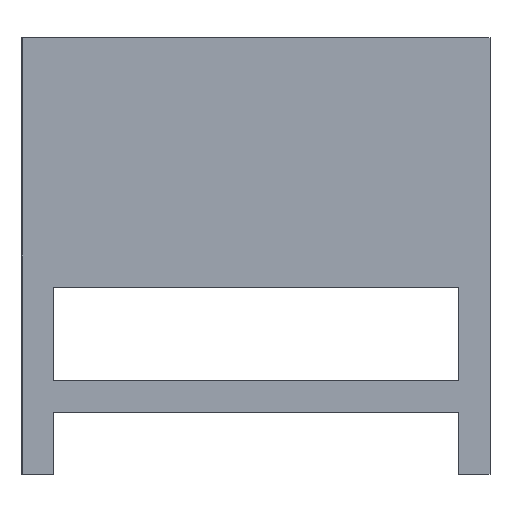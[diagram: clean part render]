
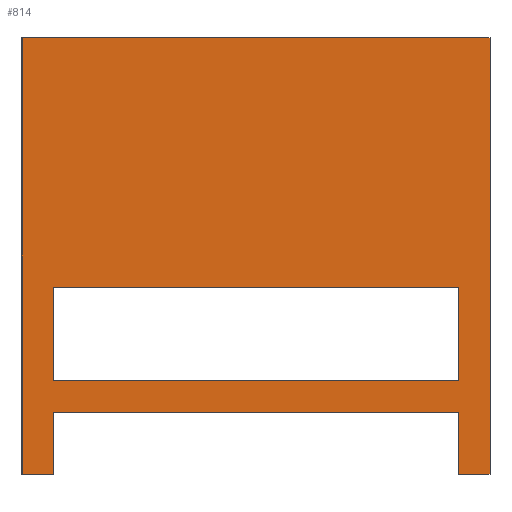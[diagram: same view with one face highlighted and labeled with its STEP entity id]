
A CAD part, front view. The second image highlights one B-rep face of the part: STEP entity #814.
In plain terms, the highlighted planar face has unit normal (0, -1, 0).
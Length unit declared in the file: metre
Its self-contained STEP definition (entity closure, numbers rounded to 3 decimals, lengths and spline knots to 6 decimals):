
#93=ORIENTED_EDGE('',*,*,#266,.F.);
#94=ORIENTED_EDGE('',*,*,#295,.F.);
#95=ORIENTED_EDGE('',*,*,#269,.T.);
#96=ORIENTED_EDGE('',*,*,#277,.T.);
#97=ORIENTED_EDGE('',*,*,#292,.T.);
#98=ORIENTED_EDGE('',*,*,#296,.T.);
#99=ORIENTED_EDGE('',*,*,#297,.T.);
#100=ORIENTED_EDGE('',*,*,#298,.T.);
#101=ORIENTED_EDGE('',*,*,#299,.F.);
#102=ORIENTED_EDGE('',*,*,#300,.T.);
#103=ORIENTED_EDGE('',*,*,#301,.F.);
#104=ORIENTED_EDGE('',*,*,#282,.F.);
#266=EDGE_CURVE('',#366,#367,#438,.T.);
#269=EDGE_CURVE('',#369,#370,#441,.T.);
#277=EDGE_CURVE('',#370,#367,#449,.T.);
#282=EDGE_CURVE('',#375,#377,#454,.T.);
#292=EDGE_CURVE('',#375,#383,#464,.T.);
#295=EDGE_CURVE('',#369,#366,#467,.T.);
#296=EDGE_CURVE('',#383,#385,#468,.T.);
#297=EDGE_CURVE('',#385,#386,#469,.T.);
#298=EDGE_CURVE('',#386,#387,#470,.T.);
#299=EDGE_CURVE('',#388,#387,#471,.T.);
#300=EDGE_CURVE('',#388,#389,#472,.T.);
#301=EDGE_CURVE('',#377,#389,#473,.T.);
#366=VERTEX_POINT('',#1431);
#367=VERTEX_POINT('',#1433);
#369=VERTEX_POINT('',#1439);
#370=VERTEX_POINT('',#1440);
#375=VERTEX_POINT('',#1460);
#377=VERTEX_POINT('',#1463);
#383=VERTEX_POINT('',#1479);
#385=VERTEX_POINT('',#1487);
#386=VERTEX_POINT('',#1489);
#387=VERTEX_POINT('',#1491);
#388=VERTEX_POINT('',#1493);
#389=VERTEX_POINT('',#1495);
#438=LINE('',#1432,#546);
#441=LINE('',#1438,#549);
#449=LINE('',#1453,#557);
#454=LINE('',#1462,#562);
#464=LINE('',#1480,#572);
#467=LINE('',#1485,#575);
#468=LINE('',#1486,#576);
#469=LINE('',#1488,#577);
#470=LINE('',#1490,#578);
#471=LINE('',#1492,#579);
#472=LINE('',#1494,#580);
#473=LINE('',#1496,#581);
#546=VECTOR('',#1217,1.);
#549=VECTOR('',#1222,1.);
#557=VECTOR('',#1234,1.);
#562=VECTOR('',#1241,1.);
#572=VECTOR('',#1253,1.);
#575=VECTOR('',#1258,1.);
#576=VECTOR('',#1259,1.);
#577=VECTOR('',#1260,1.);
#578=VECTOR('',#1261,1.);
#579=VECTOR('',#1262,1.);
#580=VECTOR('',#1263,1.);
#581=VECTOR('',#1264,1.);
#634=EDGE_LOOP('',(#93,#94,#95,#96));
#635=EDGE_LOOP('',(#97,#98,#99,#100,#101,#102,#103,#104));
#682=FACE_BOUND('',#634,.T.);
#683=FACE_BOUND('',#635,.T.);
#728=PLANE('',#1130);
#814=ADVANCED_FACE('',(#682,#683),#728,.F.);
#1130=AXIS2_PLACEMENT_3D('',#1484,#1256,#1257);
#1217=DIRECTION('',(0.,0.,1.));
#1222=DIRECTION('',(0.,0.,1.));
#1234=DIRECTION('',(1.,0.,0.));
#1241=DIRECTION('',(1.,0.,0.));
#1253=DIRECTION('',(0.,0.,-1.));
#1256=DIRECTION('',(0.,1.,0.));
#1257=DIRECTION('',(0.,0.,1.));
#1258=DIRECTION('',(1.,0.,0.));
#1259=DIRECTION('',(1.,0.,0.));
#1260=DIRECTION('',(0.,0.,1.));
#1261=DIRECTION('',(1.,0.,0.));
#1262=DIRECTION('',(0.,0.,1.));
#1263=DIRECTION('',(1.,0.,0.));
#1264=DIRECTION('',(0.,0.,-1.));
#1431=CARTESIAN_POINT('',(0.3556,0.,-0.0762));
#1432=CARTESIAN_POINT('',(0.3556,0.,-0.1524));
#1433=CARTESIAN_POINT('',(0.3556,0.,0.));
#1438=CARTESIAN_POINT('',(0.0254,0.,-0.1524));
#1439=CARTESIAN_POINT('',(0.0254,0.,-0.0762));
#1440=CARTESIAN_POINT('',(0.0254,0.,0.));
#1453=CARTESIAN_POINT('',(0.1905,0.,0.));
#1460=CARTESIAN_POINT('',(0.,0.,0.2032));
#1462=CARTESIAN_POINT('',(0.1905,0.,0.2032));
#1463=CARTESIAN_POINT('',(0.381,0.,0.2032));
#1479=CARTESIAN_POINT('',(0.,0.,-0.1524));
#1480=CARTESIAN_POINT('',(0.,0.,0.2032));
#1484=CARTESIAN_POINT('',(0.1905,0.,0.2032));
#1485=CARTESIAN_POINT('',(0.,0.,-0.0762));
#1486=CARTESIAN_POINT('',(0.1905,0.,-0.1524));
#1487=CARTESIAN_POINT('',(0.0254,0.,-0.1524));
#1488=CARTESIAN_POINT('',(0.0254,0.,-0.1524));
#1489=CARTESIAN_POINT('',(0.0254,0.,-0.1016));
#1490=CARTESIAN_POINT('',(0.,0.,-0.1016));
#1491=CARTESIAN_POINT('',(0.3556,0.,-0.1016));
#1492=CARTESIAN_POINT('',(0.3556,0.,-0.1524));
#1493=CARTESIAN_POINT('',(0.3556,0.,-0.1524));
#1494=CARTESIAN_POINT('',(0.1905,0.,-0.1524));
#1495=CARTESIAN_POINT('',(0.381,0.,-0.1524));
#1496=CARTESIAN_POINT('',(0.381,0.,0.2032));
